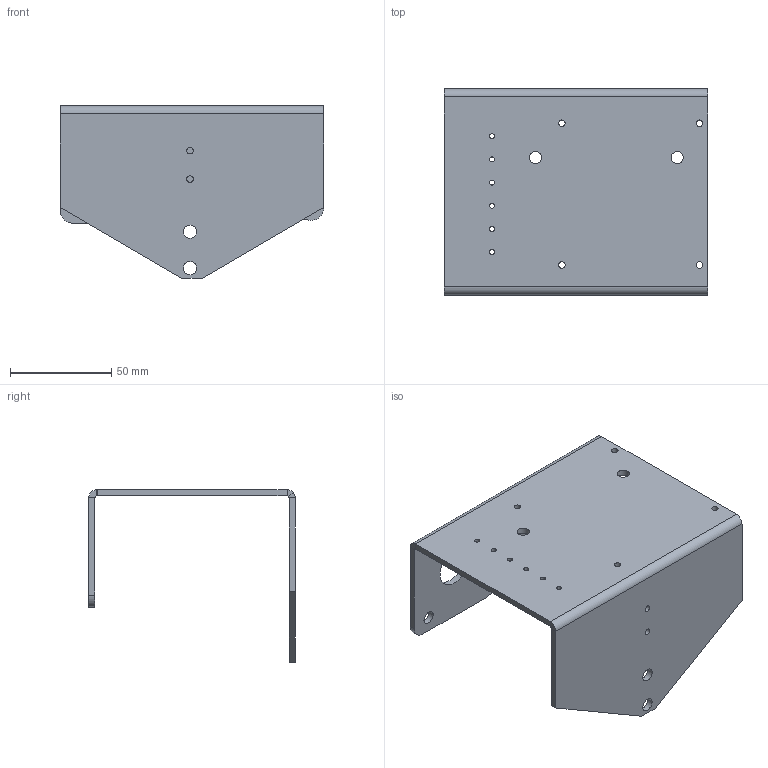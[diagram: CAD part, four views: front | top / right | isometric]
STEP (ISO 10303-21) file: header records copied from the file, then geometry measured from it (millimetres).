
FILE_DESCRIPTION(('FreeCAD Model'),'2;1');
FILE_NAME('Open CASCADE Shape Model','2023-01-04T20:19:34',(''),(''), 'Open CASCADE STEP processor 7.6','FreeCAD','Unknown');
FILE_SCHEMA(('AUTOMOTIVE_DESIGN { 1 0 10303 214 1 1 1 1 }'));
Length unit declared in the file: millimetre
Products named in the file (1): Fold003
Bounding box: 130 x 101.89 x 85.25 mm (x, y, z)
Volume: 83141.5 mm3; surface area: 58333.2 mm2
Topology: 1 solids, 1 shells, 51 faces, 131 edges, 82 vertices
Faces by surface type: cylinder 25, plane 20, bspline 6
Full cylindrical faces by diameter (mm): 2.5 x6, 3.2 x6, 6 x2, 6.5 x4, 20 x1
Entity records: 3406 total; most frequent: CARTESIAN_POINT 635, DIRECTION 521, LINE 279, VECTOR 279, ORIENTED_EDGE 262, PCURVE 262, DEFINITIONAL_REPRESENTATION 262, EDGE_CURVE 131
